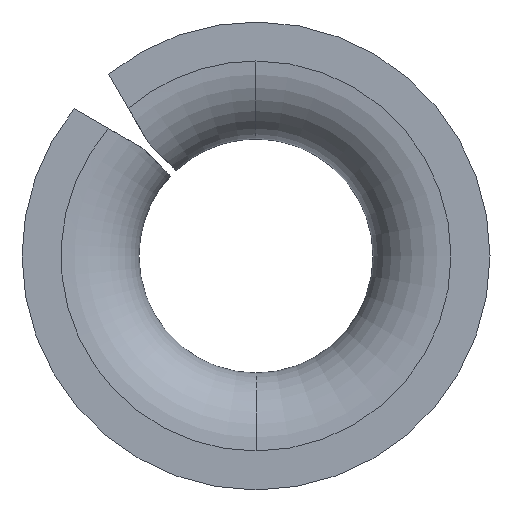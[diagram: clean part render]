
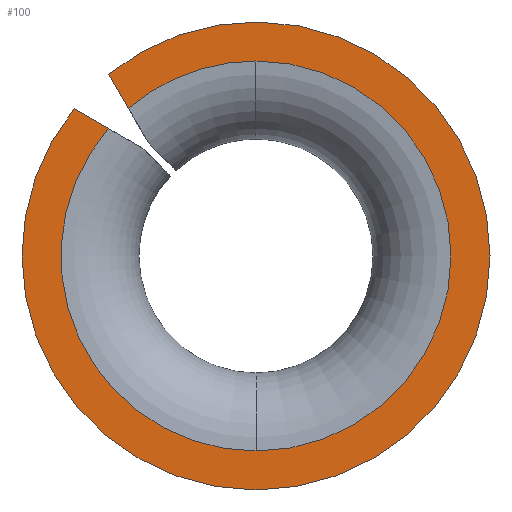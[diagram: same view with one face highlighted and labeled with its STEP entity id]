
A CAD part, left-side view. The second image highlights one B-rep face of the part: STEP entity #100.
In plain terms, the highlighted planar face has unit normal (-1, 0, 0).
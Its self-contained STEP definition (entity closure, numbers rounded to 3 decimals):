
#100=ADVANCED_FACE('',(#197),#198,.T.);
#197=FACE_OUTER_BOUND('',#288,.T.);
#198=PLANE('',#289);
#288=EDGE_LOOP('',(#520,#521,#522,#523,#524,#525,#526,#527));
#289=AXIS2_PLACEMENT_3D('',#528,#529,#530);
#520=ORIENTED_EDGE('',*,*,#638,.T.);
#521=ORIENTED_EDGE('',*,*,#584,.T.);
#522=ORIENTED_EDGE('',*,*,#654,.T.);
#523=ORIENTED_EDGE('',*,*,#594,.T.);
#524=ORIENTED_EDGE('',*,*,#643,.T.);
#525=ORIENTED_EDGE('',*,*,#579,.F.);
#526=ORIENTED_EDGE('',*,*,#656,.F.);
#527=ORIENTED_EDGE('',*,*,#576,.F.);
#528=CARTESIAN_POINT('',(0.0,5.5,0.0));
#529=DIRECTION('',(-1.0,0.0,0.0));
#530=DIRECTION('',(0.0,-1.0,0.0));
#576=EDGE_CURVE('',#689,#685,#691,.T.);
#579=EDGE_CURVE('',#693,#696,#697,.T.);
#584=EDGE_CURVE('',#705,#702,#706,.T.);
#594=EDGE_CURVE('',#714,#722,#724,.T.);
#638=EDGE_CURVE('',#689,#705,#787,.T.);
#643=EDGE_CURVE('',#722,#696,#793,.T.);
#654=EDGE_CURVE('',#702,#714,#804,.T.);
#656=EDGE_CURVE('',#685,#693,#806,.T.);
#685=VERTEX_POINT('',#878);
#689=VERTEX_POINT('',#883);
#691=CIRCLE('',#886,6.0);
#693=VERTEX_POINT('',#888);
#696=VERTEX_POINT('',#892);
#697=CIRCLE('',#893,6.0);
#702=VERTEX_POINT('',#899);
#705=VERTEX_POINT('',#902);
#706=CIRCLE('',#903,5.0);
#714=VERTEX_POINT('',#941);
#722=VERTEX_POINT('',#964);
#724=CIRCLE('',#981,5.0);
#787=LINE('',#1069,#1070);
#793=LINE('',#1116,#1117);
#804=CIRCLE('',#1128,5.0);
#806=CIRCLE('',#1130,6.0);
#878=CARTESIAN_POINT('',(0.0,-6.0,0.));
#883=CARTESIAN_POINT('',(0.0,3.776,4.663));
#886=AXIS2_PLACEMENT_3D('',#1165,#1166,#1167);
#888=CARTESIAN_POINT('',(0.0,6.0,0.));
#892=CARTESIAN_POINT('',(0.0,4.663,3.776));
#893=AXIS2_PLACEMENT_3D('',#1169,#1170,#1171);
#899=CARTESIAN_POINT('',(0.0,0.,5.0));
#902=CARTESIAN_POINT('',(0.0,3.268,3.784));
#903=AXIS2_PLACEMENT_3D('',#1179,#1180,#1181);
#941=CARTESIAN_POINT('',(0.0,0.,-5.0));
#964=CARTESIAN_POINT('',(0.0,3.784,3.268));
#981=AXIS2_PLACEMENT_3D('',#1194,#1195,#1196);
#1069=CARTESIAN_POINT('',(0.0,2.948,3.228));
#1070=VECTOR('',#1250,1.0);
#1116=CARTESIAN_POINT('',(0.0,4.1,3.451));
#1117=VECTOR('',#1253,1.0);
#1128=AXIS2_PLACEMENT_3D('',#1266,#1267,#1268);
#1130=AXIS2_PLACEMENT_3D('',#1269,#1270,#1271);
#1165=CARTESIAN_POINT('',(0.0,0.0,0.0));
#1166=DIRECTION('',(1.0,0.0,0.0));
#1167=DIRECTION('',(0.0,1.0,0.0));
#1169=CARTESIAN_POINT('',(0.0,0.0,0.0));
#1170=DIRECTION('',(1.0,0.0,0.0));
#1171=DIRECTION('',(0.0,1.0,0.0));
#1179=CARTESIAN_POINT('',(0.0,0.0,0.0));
#1180=DIRECTION('',(1.0,0.0,0.0));
#1181=DIRECTION('',(0.0,1.0,0.0));
#1194=CARTESIAN_POINT('',(0.0,0.0,0.0));
#1195=DIRECTION('',(1.0,0.0,0.0));
#1196=DIRECTION('',(0.0,1.0,0.0));
#1250=DIRECTION('',(-0.0,-0.5,-0.866));
#1253=DIRECTION('',(0.0,0.866,0.5));
#1266=CARTESIAN_POINT('',(0.0,0.0,0.0));
#1267=DIRECTION('',(1.0,0.0,0.0));
#1268=DIRECTION('',(0.0,1.0,0.0));
#1269=CARTESIAN_POINT('',(0.0,0.0,0.0));
#1270=DIRECTION('',(1.0,0.0,0.0));
#1271=DIRECTION('',(0.0,1.0,0.0));
